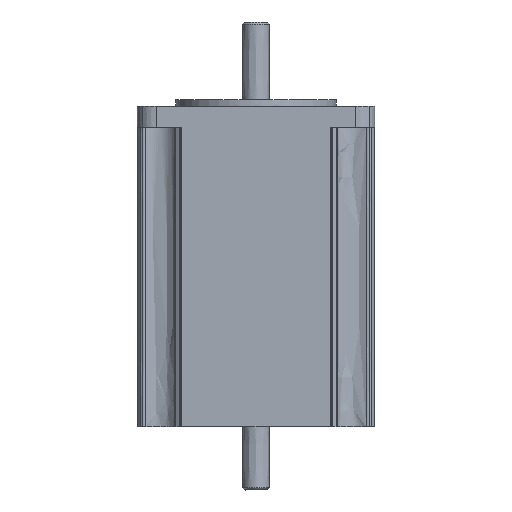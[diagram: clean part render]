
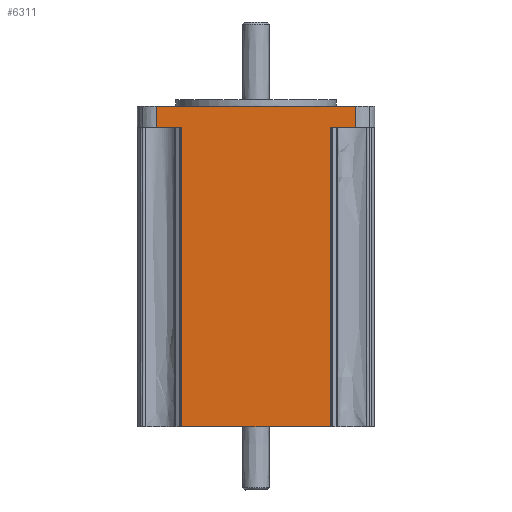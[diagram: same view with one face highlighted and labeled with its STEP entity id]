
A CAD part, front view. The second image highlights one B-rep face of the part: STEP entity #6311.
In plain terms, the highlighted planar face has unit normal (0, -1, 0).
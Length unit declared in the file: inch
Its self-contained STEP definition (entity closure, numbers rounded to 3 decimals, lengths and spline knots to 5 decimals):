
#57 = CARTESIAN_POINT ( 'NONE',  ( 0.69273, -1.11024, -0.19685 ) ) ;
#274 = CARTESIAN_POINT ( 'NONE',  ( 0.69273, -1.11024, -1.49606 ) ) ;
#420 = CARTESIAN_POINT ( 'NONE',  ( 0., -1.11024, -2.99213 ) ) ;
#539 = FACE_OUTER_BOUND ( 'NONE', #2399, .T. ) ;
#776 = PLANE ( 'NONE',  #2234 ) ;
#792 = LINE ( 'NONE', #6583, #8936 ) ;
#814 = CARTESIAN_POINT ( 'NONE',  ( -0.92913, -1.11024, -1.49606 ) ) ;
#844 = ORIENTED_EDGE ( 'NONE', *, *, #1806, .T. ) ;
#955 = VERTEX_POINT ( 'NONE', #57 ) ;
#984 = VERTEX_POINT ( 'NONE', #7672 ) ;
#989 = ORIENTED_EDGE ( 'NONE', *, *, #6306, .T. ) ;
#1165 = VECTOR ( 'NONE', #7273, 39.37008 ) ;
#1331 = VECTOR ( 'NONE', #9395, 39.37008 ) ;
#1573 = ORIENTED_EDGE ( 'NONE', *, *, #7685, .T. ) ;
#1806 = EDGE_CURVE ( 'NONE', #2029, #1952, #8035, .T. ) ;
#1909 = VECTOR ( 'NONE', #2608, 39.37008 ) ;
#1952 = VERTEX_POINT ( 'NONE', #6791 ) ;
#2029 = VERTEX_POINT ( 'NONE', #5627 ) ;
#2171 = EDGE_CURVE ( 'NONE', #5150, #5553, #8837, .T. ) ;
#2234 = AXIS2_PLACEMENT_3D ( 'NONE', #7456, #3811, #7490 ) ;
#2399 = EDGE_LOOP ( 'NONE', ( #844, #1573, #4041, #7118, #5161, #4314, #989, #5521 ) ) ;
#2608 = DIRECTION ( 'NONE',  ( 0., 0., 1. ) ) ;
#2609 = EDGE_CURVE ( 'NONE', #8191, #2029, #4640, .T. ) ;
#2788 = CARTESIAN_POINT ( 'NONE',  ( 0.92913, -1.11024, -0.19685 ) ) ;
#2868 = VECTOR ( 'NONE', #4860, 39.37008 ) ;
#3611 = VECTOR ( 'NONE', #9571, 39.37008 ) ;
#3652 = CARTESIAN_POINT ( 'NONE',  ( 0., -1.11024, -0.19685 ) ) ;
#3811 = DIRECTION ( 'NONE',  ( 0., -1., 0. ) ) ;
#4041 = ORIENTED_EDGE ( 'NONE', *, *, #7589, .T. ) ;
#4314 = ORIENTED_EDGE ( 'NONE', *, *, #7781, .F. ) ;
#4640 = LINE ( 'NONE', #3652, #3611 ) ;
#4860 = DIRECTION ( 'NONE',  ( 1., 0., 0. ) ) ;
#5150 = VERTEX_POINT ( 'NONE', #7969 ) ;
#5161 = ORIENTED_EDGE ( 'NONE', *, *, #2171, .F. ) ;
#5521 = ORIENTED_EDGE ( 'NONE', *, *, #2609, .T. ) ;
#5553 = VERTEX_POINT ( 'NONE', #2788 ) ;
#5627 = CARTESIAN_POINT ( 'NONE',  ( -0.69273, -1.11024, -0.19685 ) ) ;
#5720 = EDGE_CURVE ( 'NONE', #955, #5553, #7777, .T. ) ;
#5935 = CARTESIAN_POINT ( 'NONE',  ( 0.92913, -1.11024, -0.09843 ) ) ;
#6081 = CARTESIAN_POINT ( 'NONE',  ( -0.92913, -1.11024, 0. ) ) ;
#6102 = LINE ( 'NONE', #274, #1909 ) ;
#6306 = EDGE_CURVE ( 'NONE', #6518, #8191, #6723, .T. ) ;
#6311 = ADVANCED_FACE ( 'NONE', ( #539 ), #776, .T. ) ;
#6367 = CARTESIAN_POINT ( 'NONE',  ( 0., -1.11024, -0.19685 ) ) ;
#6496 = CARTESIAN_POINT ( 'NONE',  ( -0.92913, -1.11024, -0.19685 ) ) ;
#6518 = VERTEX_POINT ( 'NONE', #6081 ) ;
#6583 = CARTESIAN_POINT ( 'NONE',  ( 0., -1.11024, 0. ) ) ;
#6723 = LINE ( 'NONE', #814, #8464 ) ;
#6791 = CARTESIAN_POINT ( 'NONE',  ( -0.69273, -1.11024, -2.99213 ) ) ;
#6821 = DIRECTION ( 'NONE',  ( 0., 0., -1. ) ) ;
#7118 = ORIENTED_EDGE ( 'NONE', *, *, #5720, .T. ) ;
#7273 = DIRECTION ( 'NONE',  ( 0., 0., -1. ) ) ;
#7456 = CARTESIAN_POINT ( 'NONE',  ( 0.92913, -1.11024, 0. ) ) ;
#7490 = DIRECTION ( 'NONE',  ( -1., 0., 0. ) ) ;
#7561 = VECTOR ( 'NONE', #8999, 39.37008 ) ;
#7589 = EDGE_CURVE ( 'NONE', #984, #955, #6102, .T. ) ;
#7672 = CARTESIAN_POINT ( 'NONE',  ( 0.69273, -1.11024, -2.99213 ) ) ;
#7685 = EDGE_CURVE ( 'NONE', #1952, #984, #9482, .T. ) ;
#7777 = LINE ( 'NONE', #6367, #2868 ) ;
#7781 = EDGE_CURVE ( 'NONE', #6518, #5150, #792, .T. ) ;
#7969 = CARTESIAN_POINT ( 'NONE',  ( 0.92913, -1.11024, 0. ) ) ;
#8035 = LINE ( 'NONE', #8731, #1165 ) ;
#8191 = VERTEX_POINT ( 'NONE', #6496 ) ;
#8464 = VECTOR ( 'NONE', #6821, 39.37008 ) ;
#8731 = CARTESIAN_POINT ( 'NONE',  ( -0.69273, -1.11024, -1.49606 ) ) ;
#8837 = LINE ( 'NONE', #5935, #7561 ) ;
#8936 = VECTOR ( 'NONE', #9557, 39.37008 ) ;
#8999 = DIRECTION ( 'NONE',  ( 0., 0., -1. ) ) ;
#9395 = DIRECTION ( 'NONE',  ( 1., 0., 0. ) ) ;
#9482 = LINE ( 'NONE', #420, #1331 ) ;
#9557 = DIRECTION ( 'NONE',  ( 1., 0., 0. ) ) ;
#9571 = DIRECTION ( 'NONE',  ( 1., 0., 0. ) ) ;
